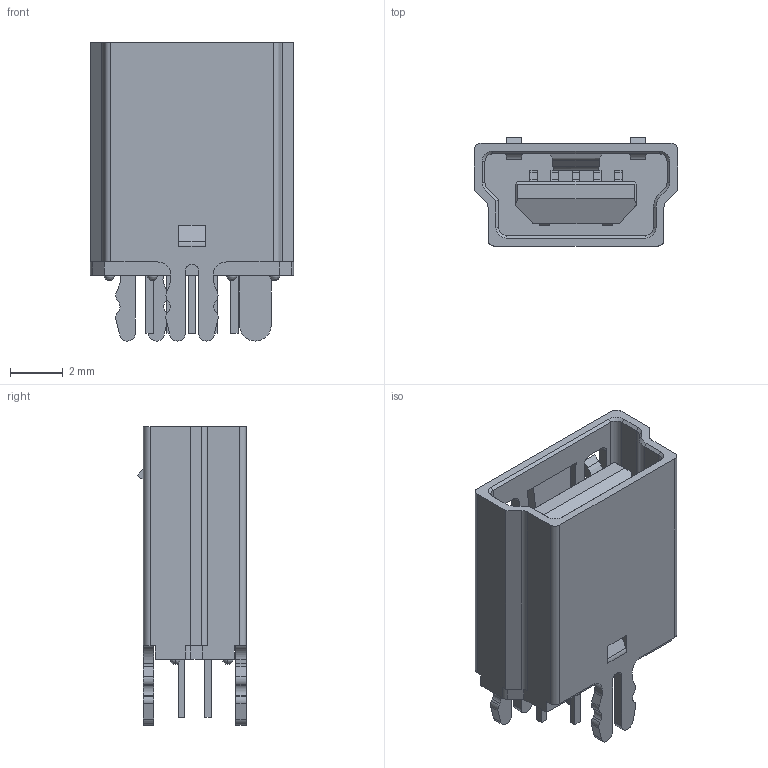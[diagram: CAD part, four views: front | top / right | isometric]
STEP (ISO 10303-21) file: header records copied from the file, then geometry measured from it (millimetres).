
FILE_DESCRIPTION (( 'STEP AP214' ), '1' );
FILE_NAME ('TE MiniUSB-2041517-1.STEP', '2015-03-28T02:55:29', ( '' ), ( '' ), 'SwSTEP 2.0', 'SolidWorks 2014', '' );
FILE_SCHEMA (( 'AUTOMOTIVE_DESIGN' ));
Length unit declared in the file: inch
Products named in the file (1): TE MiniUSB-2041517-1
Bounding box: 7.7 x 4.12 x 11.3 mm (x, y, z)
Volume: 169.2 mm3; surface area: 462.3 mm2
Topology: 1 solids, 1 shells, 277 faces, 773 edges, 500 vertices
Faces by surface type: plane 179, cylinder 81, cone 9, bspline 8
Entity records: 8876 total; most frequent: CARTESIAN_POINT 1724, ORIENTED_EDGE 1514, DIRECTION 1449, EDGE_CURVE 757, LINE 559, VECTOR 559, VERTEX_POINT 500, AXIS2_PLACEMENT_3D 445
